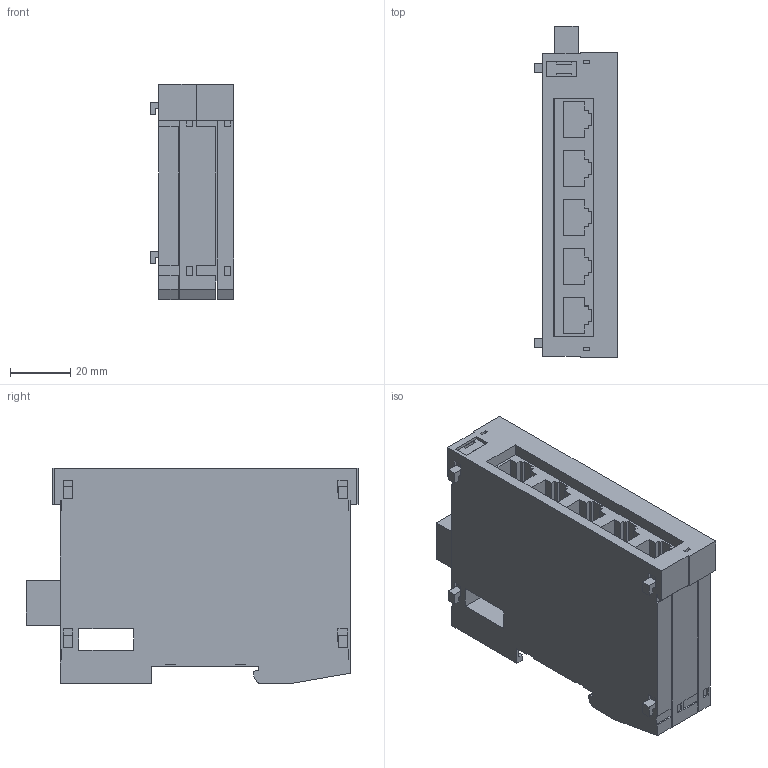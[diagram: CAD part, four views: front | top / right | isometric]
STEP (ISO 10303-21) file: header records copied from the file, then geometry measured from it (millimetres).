
FILE_DESCRIPTION(/* description */ ('STEP AP242','CAx-IF Rec.Pracs.---Representation and Presentation of Product Manufacturing Information (PMI)---4.0---2014-10-13','CAx-IF Rec.Pracs.---3D Tessellated Geometry---0.4---2014-09-14','2;1'),/* implementation_level */ '2;1');
FILE_NAME(/* name */ 'eaton-199711-3d-model',/* time_stamp */ '2025-02-12T08:25:45+01:00',/* author */ ('License CC BY-ND 4.0'),/* organization */ ('CADENAS'),/* preprocessor_version */ 'ST-DEVELOPER v19.3',/* originating_system */ 'PARTsolutions',/* authorisation */ ' ');
FILE_SCHEMA (('AP242_MANAGED_MODEL_BASED_3D_ENGINEERING_MIM_LF { 1 0 10303 442 1 1 4 }'));
Length unit declared in the file: millimetre
Products named in the file (1): Y7-199711
Bounding box: 27.8 x 110.65 x 71.75 mm (x, y, z)
Volume: 153495.2 mm3; surface area: 30519.8 mm2
Topology: 1 solids, 1 shells, 366 faces, 1009 edges, 668 vertices
Faces by surface type: plane 354, cylinder 12
Entity records: 11431 total; most frequent: CARTESIAN_POINT 2044, ORIENTED_EDGE 2018, DIRECTION 1767, EDGE_CURVE 1009, LINE 985, VECTOR 985, VERTEX_POINT 668, EDGE_LOOP 391
